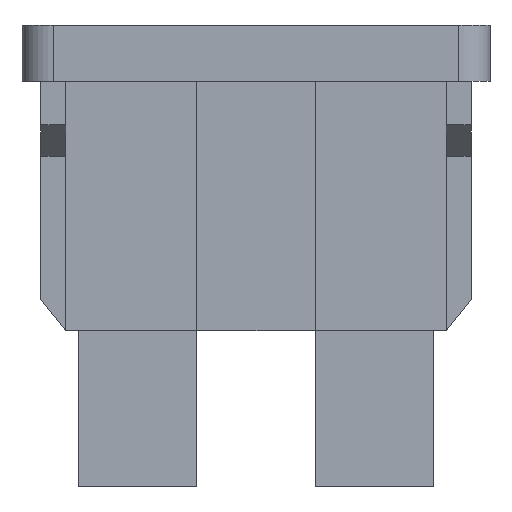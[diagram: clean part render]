
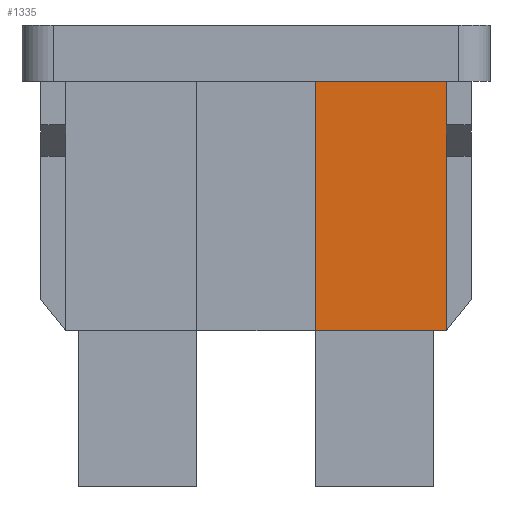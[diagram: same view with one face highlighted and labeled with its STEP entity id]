
A CAD part, front view. The second image highlights one B-rep face of the part: STEP entity #1335.
In plain terms, the highlighted planar face has unit normal (0, -1, 0).
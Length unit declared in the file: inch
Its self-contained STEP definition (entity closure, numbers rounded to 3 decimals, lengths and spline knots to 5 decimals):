
#13 = LINE ( 'NONE', #1395, #497 ) ;
#71 = PLANE ( 'NONE',  #2508 ) ;
#88 = CARTESIAN_POINT ( 'NONE',  ( 0.68, 0.0675, -0.10864 ) ) ;
#116 = DIRECTION ( 'NONE',  ( 0., 1., 0. ) ) ;
#146 = VERTEX_POINT ( 'NONE', #2367 ) ;
#340 = DIRECTION ( 'NONE',  ( -1., 0., 0. ) ) ;
#497 = VECTOR ( 'NONE', #3853, 39.37008 ) ;
#576 = CARTESIAN_POINT ( 'NONE',  ( 0.68, 0.0675, -0.4 ) ) ;
#1076 = EDGE_CURVE ( 'NONE', #2914, #3734, #13, .T. ) ;
#1127 = ORIENTED_EDGE ( 'NONE', *, *, #1680, .T. ) ;
#1335 = ADVANCED_FACE ( 'NONE', ( #3994 ), #71, .F. ) ;
#1395 = CARTESIAN_POINT ( 'NONE',  ( 0.47, 0.0675, -0.4 ) ) ;
#1504 = CARTESIAN_POINT ( 'NONE',  ( 0.68, 0.0675, -0.4 ) ) ;
#1525 = CARTESIAN_POINT ( 'NONE',  ( 0.68, 0.0675, -0.4 ) ) ;
#1554 = VECTOR ( 'NONE', #340, 39.37008 ) ;
#1585 = ORIENTED_EDGE ( 'NONE', *, *, #4287, .F. ) ;
#1680 = EDGE_CURVE ( 'NONE', #3641, #1685, #5300, .T. ) ;
#1685 = VERTEX_POINT ( 'NONE', #3430 ) ;
#2323 = LINE ( 'NONE', #3392, #1554 ) ;
#2367 = CARTESIAN_POINT ( 'NONE',  ( 0.68, 0.0675, -0.4 ) ) ;
#2508 = AXIS2_PLACEMENT_3D ( 'NONE', #576, #116, #5629 ) ;
#2592 = LINE ( 'NONE', #5197, #2895 ) ;
#2727 = EDGE_CURVE ( 'NONE', #146, #3641, #3794, .T. ) ;
#2895 = VECTOR ( 'NONE', #3747, 39.37008 ) ;
#2914 = VERTEX_POINT ( 'NONE', #3249 ) ;
#3249 = CARTESIAN_POINT ( 'NONE',  ( 0.47, 0.0675, -0.4 ) ) ;
#3392 = CARTESIAN_POINT ( 'NONE',  ( 0.68, 0.0675, 0. ) ) ;
#3430 = CARTESIAN_POINT ( 'NONE',  ( 0.68, 0.0675, 0. ) ) ;
#3641 = VERTEX_POINT ( 'NONE', #88 ) ;
#3734 = VERTEX_POINT ( 'NONE', #4107 ) ;
#3747 = DIRECTION ( 'NONE',  ( -1., 0., 0. ) ) ;
#3794 = LINE ( 'NONE', #1504, #5507 ) ;
#3853 = DIRECTION ( 'NONE',  ( 0., 0., 1. ) ) ;
#3917 = DIRECTION ( 'NONE',  ( 0., 0., 1. ) ) ;
#3994 = FACE_OUTER_BOUND ( 'NONE', #4434, .T. ) ;
#4023 = ORIENTED_EDGE ( 'NONE', *, *, #1076, .F. ) ;
#4107 = CARTESIAN_POINT ( 'NONE',  ( 0.47, 0.0675, 0. ) ) ;
#4287 = EDGE_CURVE ( 'NONE', #146, #2914, #2592, .T. ) ;
#4434 = EDGE_LOOP ( 'NONE', ( #5422, #4023, #1585, #4650, #1127 ) ) ;
#4650 = ORIENTED_EDGE ( 'NONE', *, *, #2727, .T. ) ;
#4949 = EDGE_CURVE ( 'NONE', #1685, #3734, #2323, .T. ) ;
#5141 = VECTOR ( 'NONE', #3917, 39.37008 ) ;
#5197 = CARTESIAN_POINT ( 'NONE',  ( 0.68, 0.0675, -0.4 ) ) ;
#5300 = LINE ( 'NONE', #1525, #5141 ) ;
#5422 = ORIENTED_EDGE ( 'NONE', *, *, #4949, .T. ) ;
#5507 = VECTOR ( 'NONE', #6486, 39.37008 ) ;
#5629 = DIRECTION ( 'NONE',  ( 0., 0., 1. ) ) ;
#6486 = DIRECTION ( 'NONE',  ( 0., 0., 1. ) ) ;
